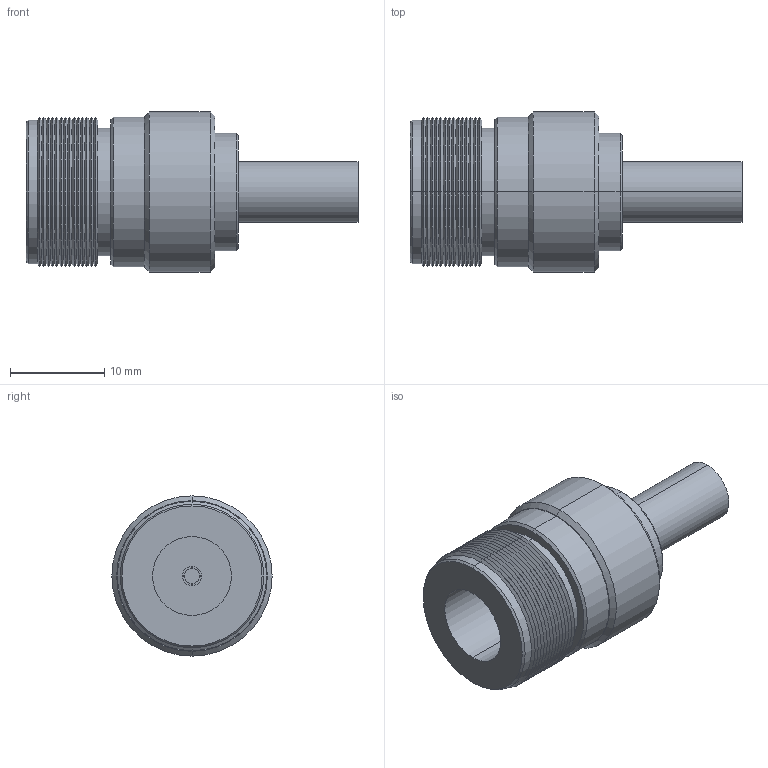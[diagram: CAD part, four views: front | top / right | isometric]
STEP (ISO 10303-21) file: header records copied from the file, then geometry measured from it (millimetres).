
FILE_DESCRIPTION (( 'STEP AP214' ), '1' );
FILE_NAME ('BAC544.STEP', '2009-07-15T14:05:26', ( ' ' ), ( ' ' ), 'SwSTEP 2.0', 'SolidWorks 2008', '' );
FILE_SCHEMA (( 'AUTOMOTIVE_DESIGN' ));
Length unit declared in the file: inch
Products named in the file (3): BAC544-MA1; BAC544
Assembly tree (2 placements, depth 2):
  BAC544
    BAC544
    BAC544-MA1
Bounding box: 35.26 x 17.02 x 17.02 mm (x, y, z)
Volume: 4009.6 mm3; surface area: 2760.1 mm2
Topology: 2 solids, 2 shells, 145 faces, 296 edges, 166 vertices
Faces by surface type: cone 68, cylinder 54, plane 23
Entity records: 4136 total; most frequent: DIRECTION 746, CARTESIAN_POINT 612, ORIENTED_EDGE 592, AXIS2_PLACEMENT_3D 300, EDGE_CURVE 296, VERTEX_POINT 166, EDGE_LOOP 158, CIRCLE 150
